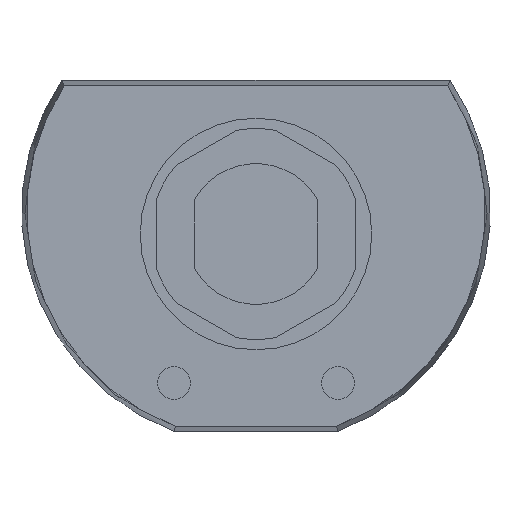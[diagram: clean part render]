
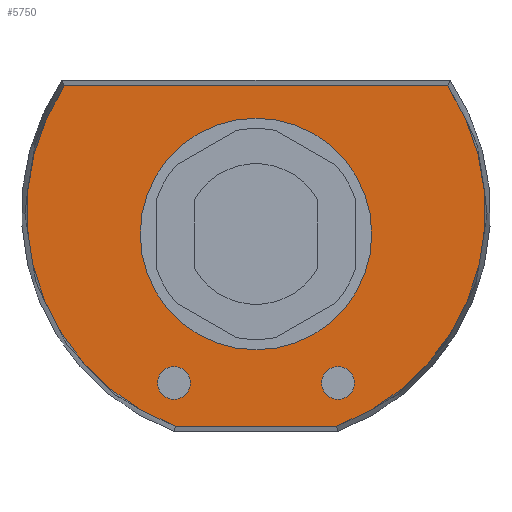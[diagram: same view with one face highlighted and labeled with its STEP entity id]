
A CAD part, front view. The second image highlights one B-rep face of the part: STEP entity #5750.
In plain terms, the highlighted face is planar.
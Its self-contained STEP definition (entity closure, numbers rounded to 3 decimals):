
#3240=CARTESIAN_POINT('',(16.335,10.76,-180.5));
#3250=VERTEX_POINT('',#3240);
#3280=CARTESIAN_POINT('',(0.,0.,-180.5));
#3290=DIRECTION('',(0.,0.,-1.));
#3300=DIRECTION('',(0.835,0.55,0.));
#3310=AXIS2_PLACEMENT_3D('',#3280,#3290,#3300);
#3320=CIRCLE('',#3310,19.56);
#3330=CARTESIAN_POINT('',(6.88,-18.31,-180.5));
#3340=VERTEX_POINT('',#3330);
#3350=EDGE_CURVE('',#3250,#3340,#3320,.T.);
#3690=CARTESIAN_POINT('',(-16.335,10.76,-180.5));
#3700=VERTEX_POINT('',#3690);
#3730=CARTESIAN_POINT('',(16.335,10.76,-180.5));
#3740=DIRECTION('',(-1.,0.,0.));
#3750=VECTOR('',#3740,1.);
#3760=LINE('',#3730,#3750);
#3770=EDGE_CURVE('',#3250,#3700,#3760,.T.);
#4030=CARTESIAN_POINT('',(-6.88,-18.31,-180.5));
#4040=VERTEX_POINT('',#4030);
#4090=CARTESIAN_POINT('',(0.,0.,-180.5));
#4100=DIRECTION('',(0.,0.,-1.));
#4110=DIRECTION('',(-1.,0.,0.));
#4120=AXIS2_PLACEMENT_3D('',#4090,#4100,#4110);
#4130=CIRCLE('',#4120,19.56);
#4140=EDGE_CURVE('',#4040,#3700,#4130,.T.);
#5010=CARTESIAN_POINT('',(-6.88,-18.31,-180.5));
#5020=DIRECTION('',(1.,0.,0.));
#5030=VECTOR('',#5020,1.);
#5040=LINE('',#5010,#5030);
#5050=EDGE_CURVE('',#4040,#3340,#5040,.T.);
#5190=CARTESIAN_POINT('',(0.,0.,-180.5));
#5200=DIRECTION('',(0.,0.,1.));
#5210=DIRECTION('',(1.,0.,0.));
#5220=AXIS2_PLACEMENT_3D('',#5190,#5200,#5210);
#5230=PLANE('',#5220);
#5240=CARTESIAN_POINT('',(0.,-1.9,-180.5));
#5250=DIRECTION('',(0.,0.,1.));
#5260=DIRECTION('',(-1.,0.,0.));
#5270=AXIS2_PLACEMENT_3D('',#5240,#5250,#5260);
#5280=CIRCLE('',#5270,9.875);
#5290=CARTESIAN_POINT('',(-9.875,-1.9,-180.5));
#5300=VERTEX_POINT('',#5290);
#5310=CARTESIAN_POINT('',(9.875,-1.9,-180.5));
#5320=VERTEX_POINT('',#5310);
#5330=EDGE_CURVE('',#5300,#5320,#5280,.T.);
#5340=ORIENTED_EDGE('',*,*,#5330,.T.);
#5350=EDGE_CURVE('',#5320,#5300,#5280,.T.);
#5360=ORIENTED_EDGE('',*,*,#5350,.T.);
#5370=EDGE_LOOP('',(#5360,#5340));
#5380=FACE_BOUND('',#5370,.T.);
#5390=ORIENTED_EDGE('',*,*,#3350,.T.);
#5400=ORIENTED_EDGE('',*,*,#3770,.F.);
#5410=ORIENTED_EDGE('',*,*,#4140,.T.);
#5420=ORIENTED_EDGE('',*,*,#5050,.F.);
#5430=EDGE_LOOP('',(#5420,#5410,#5400,#5390));
#5440=FACE_OUTER_BOUND('',#5430,.T.);
#5450=CARTESIAN_POINT('',(7.,-14.6,-180.5));
#5460=DIRECTION('',(0.,0.,-1.));
#5470=DIRECTION('',(-1.,0.,0.));
#5480=AXIS2_PLACEMENT_3D('',#5450,#5460,#5470);
#5490=CIRCLE('',#5480,1.4);
#5500=CARTESIAN_POINT('',(5.6,-14.6,-180.5));
#5510=VERTEX_POINT('',#5500);
#5520=CARTESIAN_POINT('',(8.4,-14.6,-180.5));
#5530=VERTEX_POINT('',#5520);
#5540=EDGE_CURVE('',#5510,#5530,#5490,.T.);
#5550=ORIENTED_EDGE('',*,*,#5540,.F.);
#5560=EDGE_CURVE('',#5530,#5510,#5490,.T.);
#5570=ORIENTED_EDGE('',*,*,#5560,.F.);
#5580=EDGE_LOOP('',(#5570,#5550));
#5590=FACE_BOUND('',#5580,.T.);
#5600=CARTESIAN_POINT('',(-7.,-14.6,-180.5));
#5610=DIRECTION('',(0.,0.,-1.));
#5620=DIRECTION('',(-1.,0.,0.));
#5630=AXIS2_PLACEMENT_3D('',#5600,#5610,#5620);
#5640=CIRCLE('',#5630,1.4);
#5650=CARTESIAN_POINT('',(-8.4,-14.6,-180.5));
#5660=VERTEX_POINT('',#5650);
#5670=CARTESIAN_POINT('',(-5.6,-14.6,-180.5));
#5680=VERTEX_POINT('',#5670);
#5690=EDGE_CURVE('',#5660,#5680,#5640,.T.);
#5700=ORIENTED_EDGE('',*,*,#5690,.F.);
#5710=EDGE_CURVE('',#5680,#5660,#5640,.T.);
#5720=ORIENTED_EDGE('',*,*,#5710,.F.);
#5730=EDGE_LOOP('',(#5720,#5700));
#5740=FACE_BOUND('',#5730,.T.);
#5750=ADVANCED_FACE('',(#5380,#5440,#5590,#5740),#5230,.F.);
